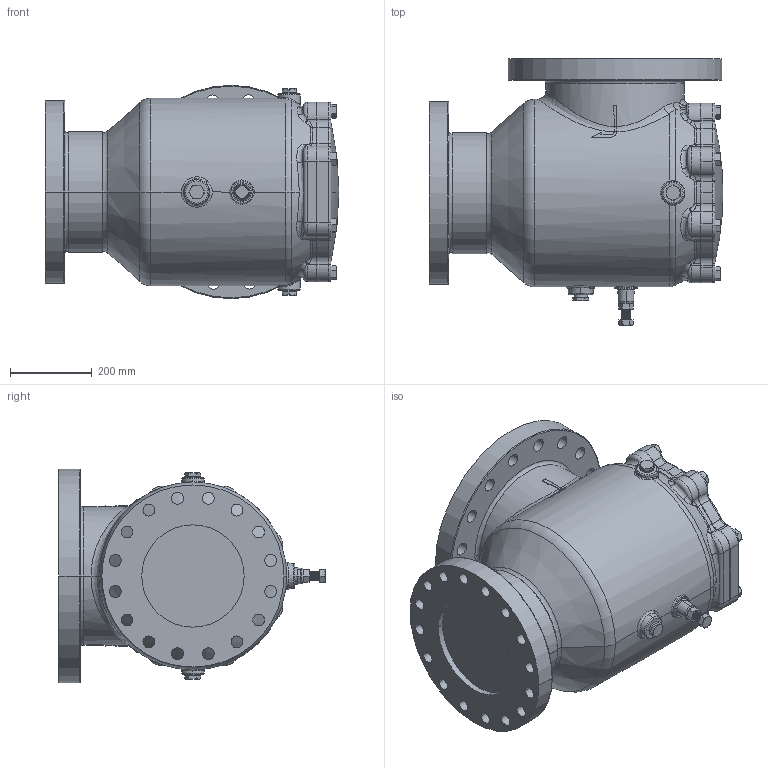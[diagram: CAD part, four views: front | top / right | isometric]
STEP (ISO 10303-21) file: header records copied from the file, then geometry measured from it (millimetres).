
FILE_DESCRIPTION (( 'STEP AP214' ), '1' );
FILE_NAME ('SD-12in_10in-250Lb.STEP', '2017-09-18T18:14:30', ( '' ), ( '' ), 'SwSTEP 2.0', 'SolidWorks 2013', '' );
FILE_SCHEMA (( 'AUTOMOTIVE_DESIGN' ));
Length unit declared in the file: inch
Products named in the file (4): X2SD-12in_10in-250Lb; X1SD-12in_10in-250Lb; SD-12in_10in-250Lb
Assembly tree (3 placements, depth 2):
  SD-12in_10in-250Lb
    SD-12in_10in-250Lb
    X1SD-12in_10in-250Lb
    X2SD-12in_10in-250Lb
Bounding box: 717.68 x 650.54 x 521 mm (x, y, z)
Volume: 124214513.4 mm3; surface area: 2886363.1 mm2
Topology: 5 solids, 15 shells, 1093 faces, 2799 edges, 1760 vertices
Faces by surface type: cylinder 543, plane 202, cone 133, bspline 122, torus 87, sphere 6
Entity records: 115951 total; most frequent: CARTESIAN_POINT 77814, ORIENTED_EDGE 5582, DIRECTION 4542, EDGE_CURVE 2791, AXIS2_PLACEMENT_3D 1850, VERTEX_POINT 1760, EDGE_LOOP 1205, ADVANCED_FACE 1093
